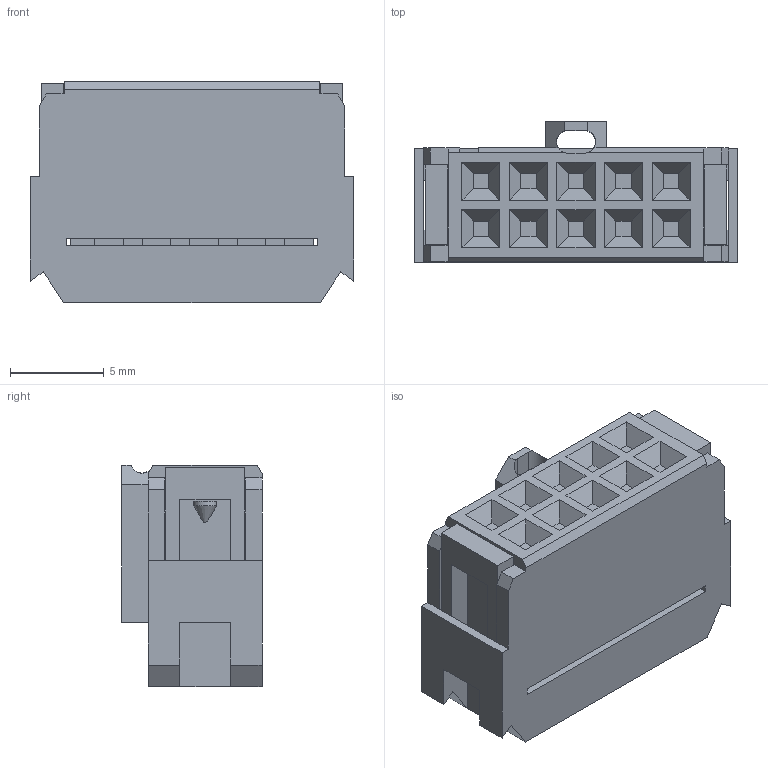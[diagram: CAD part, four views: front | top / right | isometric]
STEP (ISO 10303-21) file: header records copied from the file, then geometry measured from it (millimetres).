
FILE_DESCRIPTION(('STEP AP214'),'1');
FILE_NAME('73k0102_1658621-1.stp','2017-05-21T18:02:51',('TraceParts'),('TraceParts S.A.'),'Spatial InterOp 3D',' ',' ');
FILE_SCHEMA(('automotive_design'));
Length unit declared in the file: millimetre
Products named in the file (1): 73k0102_1658621-1
Bounding box: 17.27 x 7.49 x 11.81 mm (x, y, z)
Volume: 1041.9 mm3; surface area: 1507.1 mm2
Topology: 1 solids, 1 shells, 310 faces, 868 edges, 572 vertices
Faces by surface type: plane 302, cylinder 6, cone 2
Entity records: 9917 total; most frequent: CARTESIAN_POINT 1861, ORIENTED_EDGE 1736, DIRECTION 1494, EDGE_CURVE 868, LINE 848, VECTOR 848, VERTEX_POINT 572, EDGE_LOOP 354
